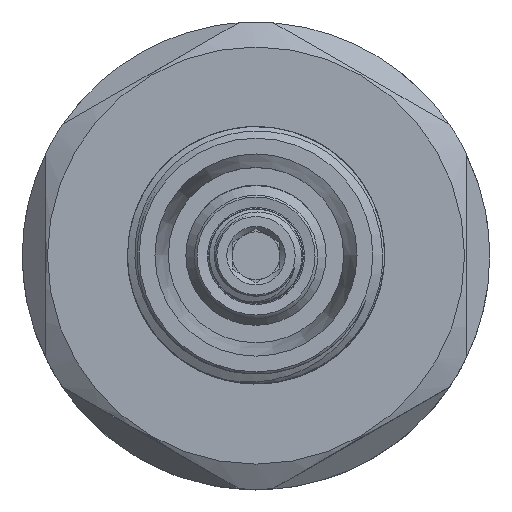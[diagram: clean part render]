
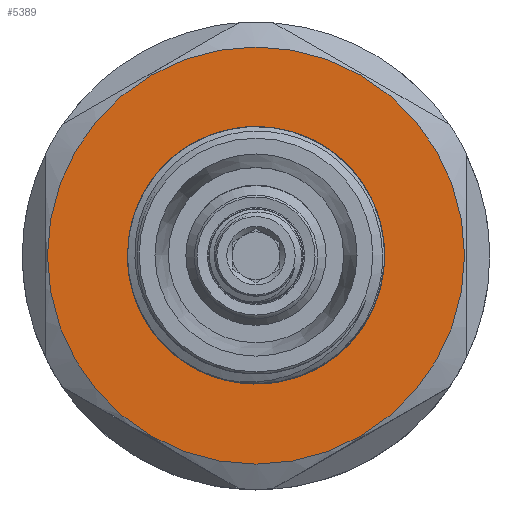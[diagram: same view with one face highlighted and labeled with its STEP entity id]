
A CAD part, top view. The second image highlights one B-rep face of the part: STEP entity #5389.
In plain terms, the highlighted planar face has unit normal (0, 0, 1).
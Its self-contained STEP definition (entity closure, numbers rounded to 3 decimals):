
#89=FACE_BOUND('',#988,.T.);
#143=PLANE('',#5967);
#627=FACE_OUTER_BOUND('',#987,.T.);
#987=EDGE_LOOP('',(#4721));
#988=EDGE_LOOP('',(#4722));
#1266=CIRCLE('',#5968,17.85);
#1267=CIRCLE('',#5969,10.85);
#2508=VERTEX_POINT('',#14837);
#2509=VERTEX_POINT('',#14839);
#3289=EDGE_CURVE('',#2508,#2508,#1266,.T.);
#3290=EDGE_CURVE('',#2509,#2509,#1267,.T.);
#4721=ORIENTED_EDGE('',*,*,#3289,.T.);
#4722=ORIENTED_EDGE('',*,*,#3290,.T.);
#5389=ADVANCED_FACE('',(#627,#89),#143,.T.);
#5967=AXIS2_PLACEMENT_3D('',#14836,#7296,#7297);
#5968=AXIS2_PLACEMENT_3D('',#14838,#7298,#7299);
#5969=AXIS2_PLACEMENT_3D('',#14840,#7300,#7301);
#7296=DIRECTION('center_axis',(0.,0.,1.));
#7297=DIRECTION('ref_axis',(1.,0.,0.));
#7298=DIRECTION('center_axis',(0.,0.,1.));
#7299=DIRECTION('ref_axis',(1.,0.,0.));
#7300=DIRECTION('center_axis',(0.,0.,-1.));
#7301=DIRECTION('ref_axis',(1.,0.,0.));
#14836=CARTESIAN_POINT('Origin',(0.,9.85,39.7));
#14837=CARTESIAN_POINT('',(17.85,0.,39.7));
#14838=CARTESIAN_POINT('Origin',(0.,0.,39.7));
#14839=CARTESIAN_POINT('',(-10.85,0.,39.7));
#14840=CARTESIAN_POINT('Origin',(0.,0.,39.7));
